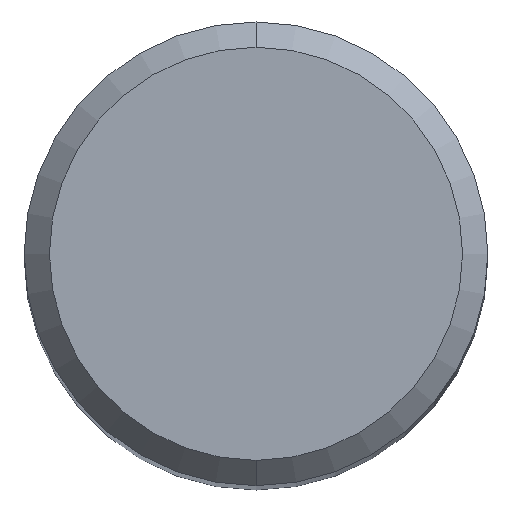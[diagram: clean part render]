
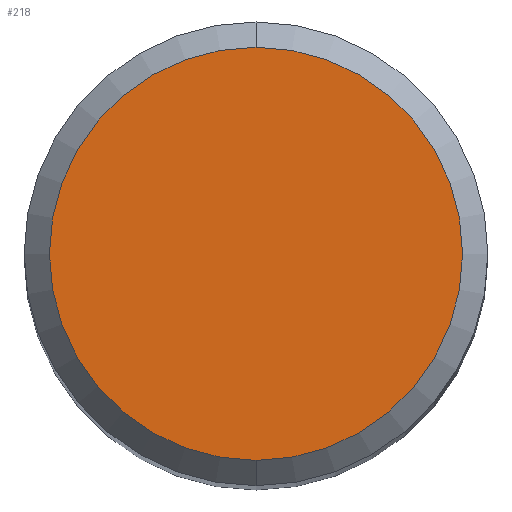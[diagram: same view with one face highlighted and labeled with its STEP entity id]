
A CAD part, top view. The second image highlights one B-rep face of the part: STEP entity #218.
In plain terms, the highlighted planar face has unit normal (0, 0, 1).
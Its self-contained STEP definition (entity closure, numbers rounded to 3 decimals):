
#218=ADVANCED_FACE('',(#523),#524,.T.);
#320=EDGE_CURVE('',#324,#434,#637,.T.);
#324=VERTEX_POINT('',#641);
#434=VERTEX_POINT('',#764);
#448=EDGE_CURVE('',#434,#324,#778,.T.);
#523=FACE_OUTER_BOUND('',#879,.T.);
#524=PLANE('',#880);
#637=CIRCLE('',#1096,4.9);
#641=CARTESIAN_POINT('',(0.0,4.9,0.0));
#764=CARTESIAN_POINT('',(0.,-4.9,0.0));
#778=CIRCLE('',#1452,4.9);
#879=EDGE_LOOP('',(#1529,#1530));
#880=AXIS2_PLACEMENT_3D('',#1531,#1532,#1533);
#1096=AXIS2_PLACEMENT_3D('',#1668,#1669,#1670);
#1452=AXIS2_PLACEMENT_3D('',#1809,#1810,#1811);
#1529=ORIENTED_EDGE('',*,*,#320,.F.);
#1530=ORIENTED_EDGE('',*,*,#448,.F.);
#1531=CARTESIAN_POINT('',(0.0,2.45,0.0));
#1532=DIRECTION('',(-0.0,0.0,1.0));
#1533=DIRECTION('',(0.0,-1.0,0.0));
#1668=CARTESIAN_POINT('',(0.0,0.0,0.0));
#1669=DIRECTION('',(0.0,0.0,-1.0));
#1670=DIRECTION('',(0.0,1.0,0.0));
#1809=CARTESIAN_POINT('',(0.0,0.0,0.0));
#1810=DIRECTION('',(0.0,0.0,-1.0));
#1811=DIRECTION('',(0.0,1.0,0.0));
